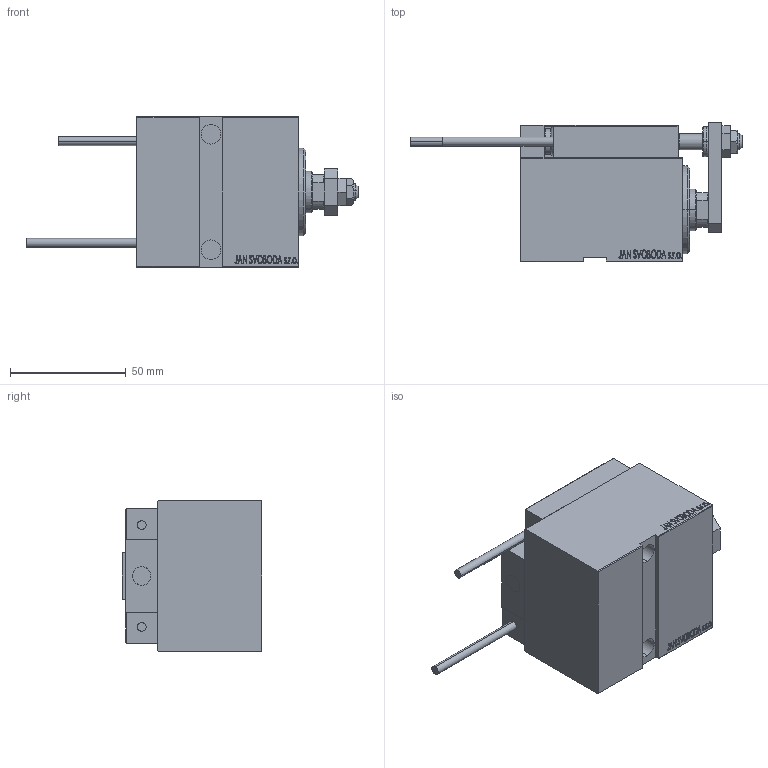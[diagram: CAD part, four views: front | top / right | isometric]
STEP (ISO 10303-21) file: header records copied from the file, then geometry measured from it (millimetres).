
FILE_DESCRIPTION (( 'STEP AP203' ), '1' );
FILE_NAME ('cf31.STEP', '2022-05-13T12:31:06', ( '' ), ( '' ), 'SwSTEP 2.0', 'SolidWorks 2019', '' );
FILE_SCHEMA (( 'CONFIG_CONTROL_DESIGN' ));
Length unit declared in the file: millimetre
Products named in the file (16): NUT_D10 0a037be8852bc4747d2ae3c03f70041a; KONCOVKA 0a037be8852bc4747d2ae3c03f70041a; V450CM_E_VCP 0a037be8852bc4747d2ae3c03f70041a; ALLEN BOLT D5 0a037be8852bc4747d2ae3c03f70041a; Block 0a037be8852bc4747d2ae3c03f70041a; SWITCH DIM B,W 0a037be8852bc4747d2ae3c03f70041a; TYC_L79 0a037be8852bc4747d2ae3c03f70041a; ALLEN BOLT D8 0a037be8852bc4747d2ae3c03f70041a; V450CM_VC_B 0a037be8852bc4747d2ae3c03f70041a; SWITCH_X_FRONT_BACK 0a037be8852bc4747d2ae3c03f70041a; NUT_D12 0a037be8852bc4747d2ae3c03f70041a; SWITCH X 0a037be8852bc4747d2ae3c03f70041a; ZARAZKA 0a037be8852bc4747d2ae3c03f70041a; cf31; V450CM_E_Body 0a037be8852bc4747d2ae3c03f70041a; MAGNET 0a037be8852bc4747d2ae3c03f70041a
Assembly tree (25 placements, depth 3):
  cf31
    V450CM_E_Body 0a037be8852bc4747d2ae3c03f70041a
    V450CM_E_VCP 0a037be8852bc4747d2ae3c03f70041a
    V450CM_VC_B 0a037be8852bc4747d2ae3c03f70041a
    SWITCH X 0a037be8852bc4747d2ae3c03f70041a
      SWITCH_X_FRONT_BACK 0a037be8852bc4747d2ae3c03f70041a  x2
      TYC_L79 0a037be8852bc4747d2ae3c03f70041a
      Block 0a037be8852bc4747d2ae3c03f70041a  x2
      ALLEN BOLT D5 0a037be8852bc4747d2ae3c03f70041a  x4
      ALLEN BOLT D8 0a037be8852bc4747d2ae3c03f70041a  x4
      MAGNET 0a037be8852bc4747d2ae3c03f70041a  x2
      KONCOVKA 0a037be8852bc4747d2ae3c03f70041a  x2
    SWITCH DIM B,W 0a037be8852bc4747d2ae3c03f70041a
    ZARAZKA 0a037be8852bc4747d2ae3c03f70041a
    NUT_D10 0a037be8852bc4747d2ae3c03f70041a
    NUT_D12 0a037be8852bc4747d2ae3c03f70041a
Bounding box: 143.7 x 60.5 x 65 mm (x, y, z)
Volume: 238674.2 mm3; surface area: 63301.7 mm2
Topology: 24 solids, 24 shells, 1270 faces, 3046 edges, 1946 vertices
Faces by surface type: plane 565, bspline 380, cylinder 164, cone 113, torus 44, sphere 4
Entity records: 49373 total; most frequent: CARTESIAN_POINT 25308, ORIENTED_EDGE 5112, DIRECTION 3369, EDGE_CURVE 2556, VERTEX_POINT 1670, LINE 1491, VECTOR 1491, EDGE_LOOP 1168
